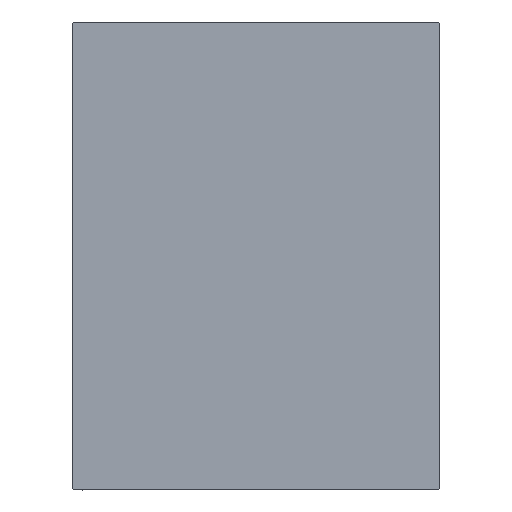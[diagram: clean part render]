
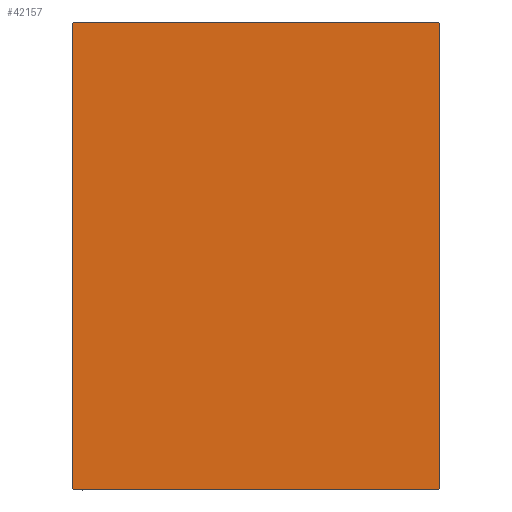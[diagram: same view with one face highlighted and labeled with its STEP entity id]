
A CAD part, left-side view. The second image highlights one B-rep face of the part: STEP entity #42157.
In plain terms, the highlighted face is planar.
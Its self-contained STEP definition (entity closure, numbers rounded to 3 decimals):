
#848 = DIRECTION ( 'NONE',  ( 0., 0., 1. ) ) ;
#1533 = ORIENTED_EDGE ( 'NONE', *, *, #10347, .T. ) ;
#1626 = CARTESIAN_POINT ( 'NONE',  ( 293., -55., -69.7 ) ) ;
#1729 = LINE ( 'NONE', #11784, #10963 ) ;
#2069 = DIRECTION ( 'NONE',  ( 0., -1., 0. ) ) ;
#2110 = EDGE_CURVE ( 'NONE', #29121, #38877, #1729, .T. ) ;
#2226 = ORIENTED_EDGE ( 'NONE', *, *, #13015, .T. ) ;
#2259 = PLANE ( 'NONE',  #34711 ) ;
#2336 = DIRECTION ( 'NONE',  ( 0., 0., -1. ) ) ;
#2506 = LINE ( 'NONE', #9062, #42902 ) ;
#2528 = CARTESIAN_POINT ( 'NONE',  ( 293., 55., -69.7 ) ) ;
#4263 = EDGE_CURVE ( 'NONE', #32586, #18330, #23391, .T. ) ;
#4731 = ORIENTED_EDGE ( 'NONE', *, *, #21978, .T. ) ;
#4776 = VERTEX_POINT ( 'NONE', #2528 ) ;
#5721 = CARTESIAN_POINT ( 'NONE',  ( 293., 62.35, -62.35 ) ) ;
#5753 = DIRECTION ( 'NONE',  ( 1., 0., 0. ) ) ;
#6448 = VERTEX_POINT ( 'NONE', #1626 ) ;
#6593 = DIRECTION ( 'NONE',  ( 0., -0.707, -0.707 ) ) ;
#9062 = CARTESIAN_POINT ( 'NONE',  ( 293., 55., 70. ) ) ;
#10120 = CARTESIAN_POINT ( 'NONE',  ( 293., -55., -70. ) ) ;
#10347 = EDGE_CURVE ( 'NONE', #6448, #36313, #29783, .T. ) ;
#10963 = VECTOR ( 'NONE', #35342, 1000. ) ;
#11053 = ORIENTED_EDGE ( 'NONE', *, *, #35902, .T. ) ;
#11315 = LINE ( 'NONE', #34007, #40932 ) ;
#11784 = CARTESIAN_POINT ( 'NONE',  ( 293., 62.35, 62.35 ) ) ;
#12303 = ORIENTED_EDGE ( 'NONE', *, *, #41466, .T. ) ;
#12408 = VECTOR ( 'NONE', #6593, 1000. ) ;
#12441 = ORIENTED_EDGE ( 'NONE', *, *, #4263, .T. ) ;
#12522 = ORIENTED_EDGE ( 'NONE', *, *, #2110, .T. ) ;
#12709 = LINE ( 'NONE', #5721, #19721 ) ;
#13015 = EDGE_CURVE ( 'NONE', #18330, #6448, #26108, .T. ) ;
#14272 = CARTESIAN_POINT ( 'NONE',  ( 293., -54.7, 70. ) ) ;
#16282 = CARTESIAN_POINT ( 'NONE',  ( 293., -55., 70. ) ) ;
#18330 = VERTEX_POINT ( 'NONE', #28092 ) ;
#19654 = CARTESIAN_POINT ( 'NONE',  ( 293., 54.7, -70. ) ) ;
#19721 = VECTOR ( 'NONE', #26000, 1000. ) ;
#20064 = CARTESIAN_POINT ( 'NONE',  ( 293., 54.7, 70. ) ) ;
#21978 = EDGE_CURVE ( 'NONE', #36824, #4776, #12709, .T. ) ;
#23391 = LINE ( 'NONE', #26659, #12408 ) ;
#23717 = EDGE_LOOP ( 'NONE', ( #11053, #4731, #12303, #12522, #43020, #12441, #2226, #1533 ) ) ;
#25160 = FACE_OUTER_BOUND ( 'NONE', #23717, .T. ) ;
#26000 = DIRECTION ( 'NONE',  ( 0., 0.707, 0.707 ) ) ;
#26108 = LINE ( 'NONE', #16282, #30723 ) ;
#26659 = CARTESIAN_POINT ( 'NONE',  ( 293., -62.35, 62.35 ) ) ;
#28092 = CARTESIAN_POINT ( 'NONE',  ( 293., -55., 69.7 ) ) ;
#28364 = CARTESIAN_POINT ( 'NONE',  ( 293., 55., 69.7 ) ) ;
#28423 = DIRECTION ( 'NONE',  ( 0., 0., -1. ) ) ;
#29121 = VERTEX_POINT ( 'NONE', #28364 ) ;
#29666 = VECTOR ( 'NONE', #39790, 1000. ) ;
#29783 = LINE ( 'NONE', #30000, #41811 ) ;
#30000 = CARTESIAN_POINT ( 'NONE',  ( 293., -62.35, -62.35 ) ) ;
#30723 = VECTOR ( 'NONE', #2336, 1000. ) ;
#32494 = CARTESIAN_POINT ( 'NONE',  ( 293., -54.7, -70. ) ) ;
#32586 = VERTEX_POINT ( 'NONE', #14272 ) ;
#34007 = CARTESIAN_POINT ( 'NONE',  ( 293., 55., -70. ) ) ;
#34711 = AXIS2_PLACEMENT_3D ( 'NONE', #35203, #5753, #28423 ) ;
#35203 = CARTESIAN_POINT ( 'NONE',  ( 293., 0., 0. ) ) ;
#35342 = DIRECTION ( 'NONE',  ( 0., -0.707, 0.707 ) ) ;
#35837 = EDGE_CURVE ( 'NONE', #38877, #32586, #2506, .T. ) ;
#35902 = EDGE_CURVE ( 'NONE', #36313, #36824, #39998, .T. ) ;
#36313 = VERTEX_POINT ( 'NONE', #32494 ) ;
#36555 = DIRECTION ( 'NONE',  ( 0., 0.707, -0.707 ) ) ;
#36824 = VERTEX_POINT ( 'NONE', #19654 ) ;
#38877 = VERTEX_POINT ( 'NONE', #20064 ) ;
#39790 = DIRECTION ( 'NONE',  ( 0., 1., 0. ) ) ;
#39998 = LINE ( 'NONE', #10120, #29666 ) ;
#40932 = VECTOR ( 'NONE', #848, 1000. ) ;
#41466 = EDGE_CURVE ( 'NONE', #4776, #29121, #11315, .T. ) ;
#41811 = VECTOR ( 'NONE', #36555, 1000. ) ;
#42157 = ADVANCED_FACE ( 'NONE', ( #25160 ), #2259, .T. ) ;
#42902 = VECTOR ( 'NONE', #2069, 1000. ) ;
#43020 = ORIENTED_EDGE ( 'NONE', *, *, #35837, .T. ) ;
